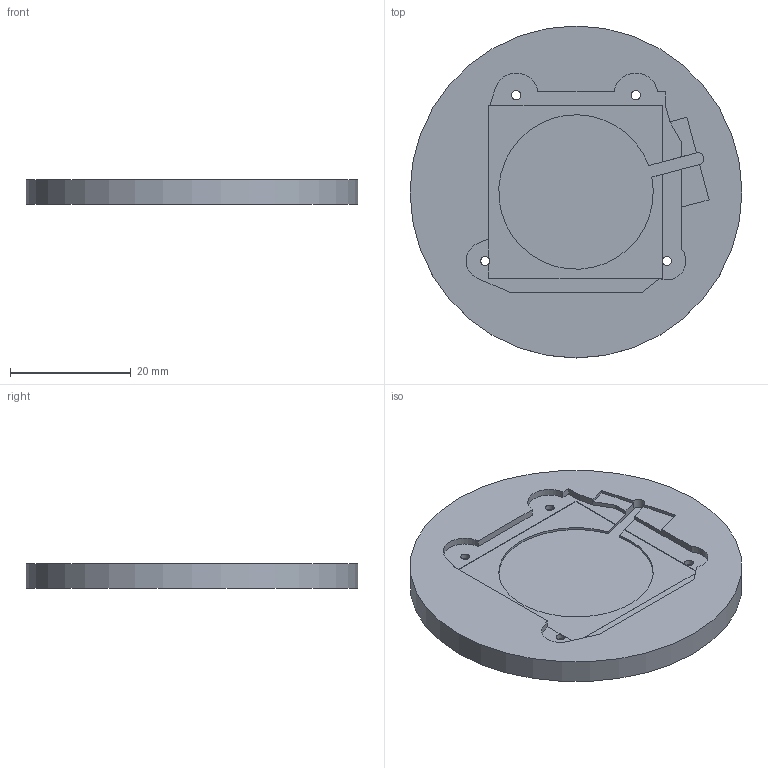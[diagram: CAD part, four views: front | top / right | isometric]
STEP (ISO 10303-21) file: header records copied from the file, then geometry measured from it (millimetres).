
FILE_DESCRIPTION(/* description */ (''),/* implementation_level */ '2;1');
FILE_NAME(/* time_stamp */ '2022-06-08T00:00:00-07:00',/* author */ ('Karl Quinsland'),/* organization */ (''),/* preprocessor_version */ 'ST-DEVELOPER v19',/* originating_system */ 'Autodesk Translation Framework v11.7.0.108',/* authorisation */ '');
FILE_SCHEMA (('AUTOMOTIVE_DESIGN { 1 0 10303 214 3 1 1 }'));
Length unit declared in the file: millimetre
Products named in the file (3): main; anchor; lid
Assembly tree (2 placements, depth 3):
  main
    anchor
      lid
Bounding box: 55 x 55 x 4 mm (x, y, z)
Volume: 7802.7 mm3; surface area: 5941.6 mm2
Topology: 1 solids, 1 shells, 281 faces, 779 edges, 518 vertices
Faces by surface type: bspline 154, plane 112, cylinder 15
Full cylindrical faces by diameter (mm): 1.5 x4, 3.6 x4, 55 x1
Entity records: 10450 total; most frequent: CARTESIAN_POINT 4202, ORIENTED_EDGE 1560, EDGE_CURVE 780, DIRECTION 769, VERTEX_POINT 518, LINE 439, VECTOR 439, B_SPLINE_CURVE_WITH_KNOTS 308
